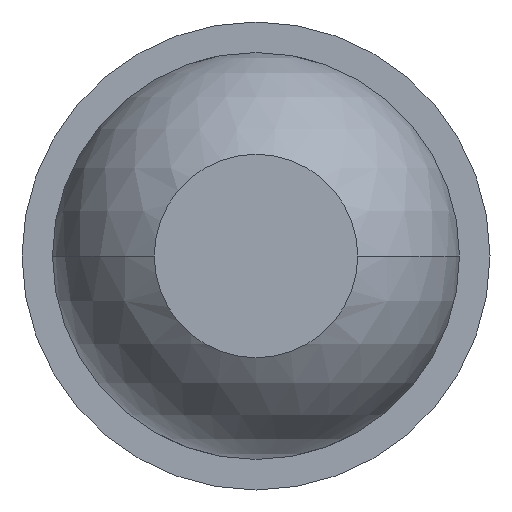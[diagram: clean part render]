
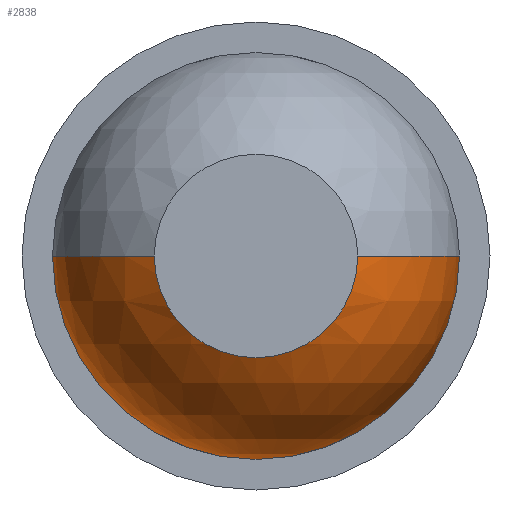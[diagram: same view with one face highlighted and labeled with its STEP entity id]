
A CAD part, front view. The second image highlights one B-rep face of the part: STEP entity #2838.
In plain terms, the highlighted spherical face has radius 0.5 mm.
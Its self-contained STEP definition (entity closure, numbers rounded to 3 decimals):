
#101 = DIRECTION ( 'NONE',  ( 0., 1., 0. ) ) ;
#153 = CARTESIAN_POINT ( 'NONE',  ( 0., -19.567, -0.5 ) ) ;
#314 = VERTEX_POINT ( 'NONE', #3008 ) ;
#354 = DIRECTION ( 'NONE',  ( 0., 1., 0. ) ) ;
#393 = DIRECTION ( 'NONE',  ( 0., 0., 1. ) ) ;
#475 = CIRCLE ( 'NONE', #812, 0.25 ) ;
#744 = VERTEX_POINT ( 'NONE', #1130 ) ;
#747 = CIRCLE ( 'NONE', #3647, 0.5 ) ;
#774 = VERTEX_POINT ( 'NONE', #2699 ) ;
#787 = ORIENTED_EDGE ( 'NONE', *, *, #2189, .T. ) ;
#812 = AXIS2_PLACEMENT_3D ( 'NONE', #1144, #1456, #3260 ) ;
#841 = ORIENTED_EDGE ( 'NONE', *, *, #2795, .F. ) ;
#879 = DIRECTION ( 'NONE',  ( -1., 0., 0. ) ) ;
#884 = CIRCLE ( 'NONE', #1347, 0.5 ) ;
#970 = CARTESIAN_POINT ( 'NONE',  ( 0., -20., 0. ) ) ;
#1130 = CARTESIAN_POINT ( 'NONE',  ( 0.25, -20., 0. ) ) ;
#1144 = CARTESIAN_POINT ( 'NONE',  ( 0., -20., 0. ) ) ;
#1230 = CARTESIAN_POINT ( 'NONE',  ( 0., -19.567, 0. ) ) ;
#1246 = EDGE_CURVE ( 'Defeature ausgef�hrt4_0+Defeature ausgef�hrt4_9+Defeature ausgef�hrt4_9+Defeature ausgef�hrt4_9', #3723, #314, #3351, .T. ) ;
#1347 = AXIS2_PLACEMENT_3D ( 'NONE', #3716, #101, #393 ) ;
#1456 = DIRECTION ( 'NONE',  ( 0., 1., 0. ) ) ;
#1476 = DIRECTION ( 'NONE',  ( 0., 0., 1. ) ) ;
#1535 = DIRECTION ( 'NONE',  ( 1., 0., 0. ) ) ;
#1578 = DIRECTION ( 'NONE',  ( 0., 0., -1. ) ) ;
#1697 = AXIS2_PLACEMENT_3D ( 'NONE', #1230, #1578, #1535 ) ;
#1782 = CIRCLE ( 'NONE', #2091, 0.5 ) ;
#1891 = DIRECTION ( 'NONE',  ( 0., 0., 1. ) ) ;
#1931 = FACE_OUTER_BOUND ( 'NONE', #3199, .T. ) ;
#1960 = VERTEX_POINT ( 'NONE', #153 ) ;
#2077 = DIRECTION ( 'NONE',  ( 0., 0., -1. ) ) ;
#2091 = AXIS2_PLACEMENT_3D ( 'NONE', #2122, #1476, #2983 ) ;
#2122 = CARTESIAN_POINT ( 'NONE',  ( 0., -19.567, 0. ) ) ;
#2189 = EDGE_CURVE ( 'NONE', #314, #3039, #3446, .T. ) ;
#2193 = ORIENTED_EDGE ( 'NONE', *, *, #3158, .F. ) ;
#2299 = AXIS2_PLACEMENT_3D ( 'NONE', #2363, #2077, #879 ) ;
#2354 = SPHERICAL_SURFACE ( 'NONE', #1697, 0.5 ) ;
#2363 = CARTESIAN_POINT ( 'NONE',  ( 0., -19.567, 0. ) ) ;
#2665 = CARTESIAN_POINT ( 'NONE',  ( -0.5, -19.567, 0. ) ) ;
#2699 = CARTESIAN_POINT ( 'NONE',  ( 0.5, -19.567, 0. ) ) ;
#2745 = CARTESIAN_POINT ( 'NONE',  ( 0., -19.567, 0. ) ) ;
#2795 = EDGE_CURVE ( 'Defeature ausgef�hrt4_2+Defeature ausgef�hrt4_0+Defeature ausgef�hrt4_0+Defeature ausgef�hrt4_0', #774, #1960, #747, .T. ) ;
#2838 = ADVANCED_FACE ( 'Defeature ausgef�hrt4_0', ( #1931 ), #2354, .T. ) ;
#2983 = DIRECTION ( 'NONE',  ( 1., 0., 0. ) ) ;
#3008 = CARTESIAN_POINT ( 'NONE',  ( -0.25, -20., 0. ) ) ;
#3017 = EDGE_CURVE ( 'Defeature ausgef�hrt4_0+Defeature ausgef�hrt4_9+Defeature ausgef�hrt4_9+Defeature ausgef�hrt4_9', #744, #3723, #475, .T. ) ;
#3039 = VERTEX_POINT ( 'NONE', #2665 ) ;
#3158 = EDGE_CURVE ( 'NONE', #744, #774, #1782, .T. ) ;
#3199 = EDGE_LOOP ( 'NONE', ( #3435, #3668, #787, #3807, #841, #2193 ) ) ;
#3260 = DIRECTION ( 'NONE',  ( 0., 0., 1. ) ) ;
#3351 = CIRCLE ( 'NONE', #3835, 0.25 ) ;
#3375 = DIRECTION ( 'NONE',  ( 0., 1., 0. ) ) ;
#3427 = CARTESIAN_POINT ( 'NONE',  ( 0., -20., -0.25 ) ) ;
#3435 = ORIENTED_EDGE ( 'NONE', *, *, #3017, .T. ) ;
#3446 = CIRCLE ( 'NONE', #2299, 0.5 ) ;
#3647 = AXIS2_PLACEMENT_3D ( 'NONE', #2745, #354, #1891 ) ;
#3664 = EDGE_CURVE ( 'Defeature ausgef�hrt4_2+Defeature ausgef�hrt4_0+Defeature ausgef�hrt4_0+Defeature ausgef�hrt4_0', #1960, #3039, #884, .T. ) ;
#3668 = ORIENTED_EDGE ( 'NONE', *, *, #1246, .T. ) ;
#3684 = DIRECTION ( 'NONE',  ( 0., 0., 1. ) ) ;
#3716 = CARTESIAN_POINT ( 'NONE',  ( 0., -19.567, 0. ) ) ;
#3723 = VERTEX_POINT ( 'NONE', #3427 ) ;
#3807 = ORIENTED_EDGE ( 'NONE', *, *, #3664, .F. ) ;
#3835 = AXIS2_PLACEMENT_3D ( 'NONE', #970, #3375, #3684 ) ;
